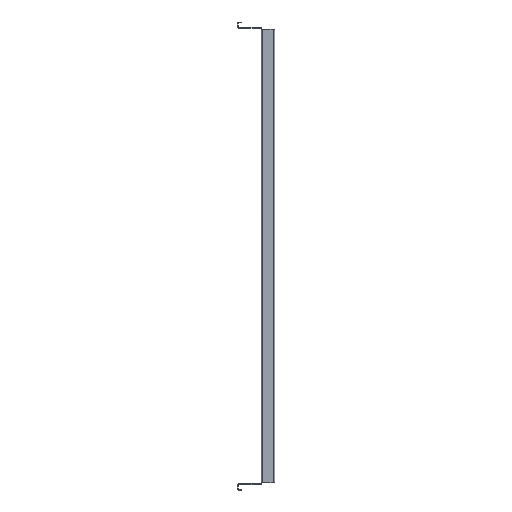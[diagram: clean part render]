
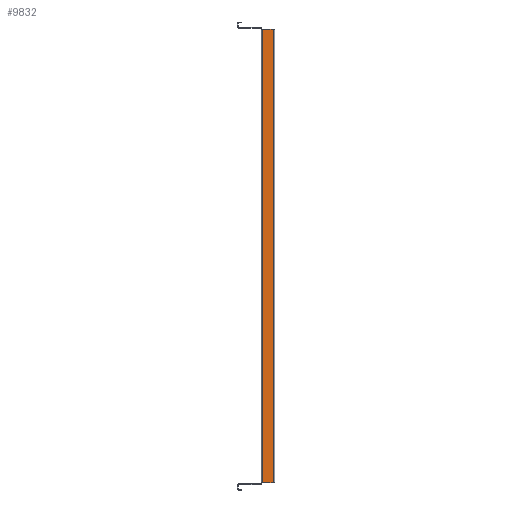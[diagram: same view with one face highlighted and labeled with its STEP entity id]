
A CAD part, left-side view. The second image highlights one B-rep face of the part: STEP entity #9832.
In plain terms, the highlighted planar face has unit normal (-1, 0, 0).
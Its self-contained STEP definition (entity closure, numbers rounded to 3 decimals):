
#1143 = PLANE ( 'NONE',  #15027 ) ;
#1683 = EDGE_CURVE ( 'NONE', #16514, #8550, #3478, .T. ) ;
#2389 = CARTESIAN_POINT ( 'NONE',  ( -280., 0., -543. ) ) ;
#2460 = CARTESIAN_POINT ( 'NONE',  ( -280., -4., 543. ) ) ;
#3478 = LINE ( 'NONE', #20102, #3950 ) ;
#3950 = VECTOR ( 'NONE', #24173, 1000. ) ;
#4451 = EDGE_CURVE ( 'NONE', #6844, #11066, #14956, .T. ) ;
#4487 = EDGE_CURVE ( 'NONE', #8550, #6844, #21026, .T. ) ;
#4743 = DIRECTION ( 'NONE',  ( 0., 1., 0. ) ) ;
#4884 = LINE ( 'NONE', #13126, #12425 ) ;
#6128 = CARTESIAN_POINT ( 'NONE',  ( -280., -29., -543. ) ) ;
#6844 = VERTEX_POINT ( 'NONE', #6128 ) ;
#8550 = VERTEX_POINT ( 'NONE', #24079 ) ;
#9393 = DIRECTION ( 'NONE',  ( 0., -1., 0. ) ) ;
#9832 = ADVANCED_FACE ( 'NONE', ( #26441 ), #1143, .T. ) ;
#10250 = EDGE_CURVE ( 'NONE', #11066, #16514, #4884, .T. ) ;
#10656 = EDGE_LOOP ( 'NONE', ( #12440, #24626, #26694, #20964 ) ) ;
#11066 = VERTEX_POINT ( 'NONE', #17092 ) ;
#12425 = VECTOR ( 'NONE', #4743, 1000. ) ;
#12440 = ORIENTED_EDGE ( 'NONE', *, *, #4487, .T. ) ;
#13126 = CARTESIAN_POINT ( 'NONE',  ( -280., 0., 543. ) ) ;
#14392 = VECTOR ( 'NONE', #18874, 1000. ) ;
#14956 = LINE ( 'NONE', #25257, #14392 ) ;
#15027 = AXIS2_PLACEMENT_3D ( 'NONE', #16152, #24423, #9393 ) ;
#16152 = CARTESIAN_POINT ( 'NONE',  ( -280., 0., 0. ) ) ;
#16514 = VERTEX_POINT ( 'NONE', #2460 ) ;
#17092 = CARTESIAN_POINT ( 'NONE',  ( -280., -29., 543. ) ) ;
#18874 = DIRECTION ( 'NONE',  ( 0., 0., 1. ) ) ;
#20102 = CARTESIAN_POINT ( 'NONE',  ( -280., -4., 0. ) ) ;
#20964 = ORIENTED_EDGE ( 'NONE', *, *, #1683, .T. ) ;
#21026 = LINE ( 'NONE', #2389, #23052 ) ;
#22926 = DIRECTION ( 'NONE',  ( 0., -1., 0. ) ) ;
#23052 = VECTOR ( 'NONE', #22926, 1000. ) ;
#24079 = CARTESIAN_POINT ( 'NONE',  ( -280., -4., -543. ) ) ;
#24173 = DIRECTION ( 'NONE',  ( 0., 0., -1. ) ) ;
#24423 = DIRECTION ( 'NONE',  ( -1., 0., 0. ) ) ;
#24626 = ORIENTED_EDGE ( 'NONE', *, *, #4451, .T. ) ;
#25257 = CARTESIAN_POINT ( 'NONE',  ( -280., -29., -543. ) ) ;
#26441 = FACE_OUTER_BOUND ( 'NONE', #10656, .T. ) ;
#26694 = ORIENTED_EDGE ( 'NONE', *, *, #10250, .T. ) ;
